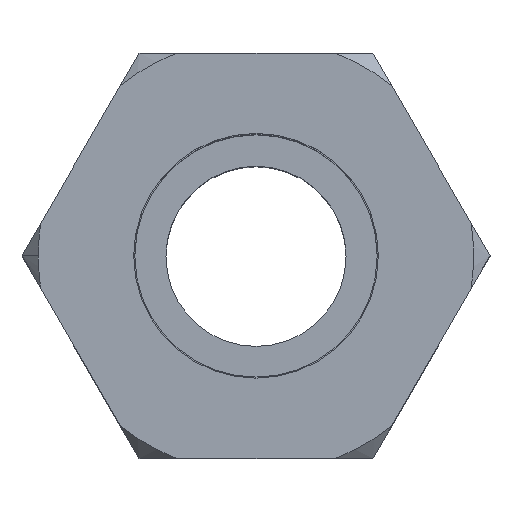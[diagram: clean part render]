
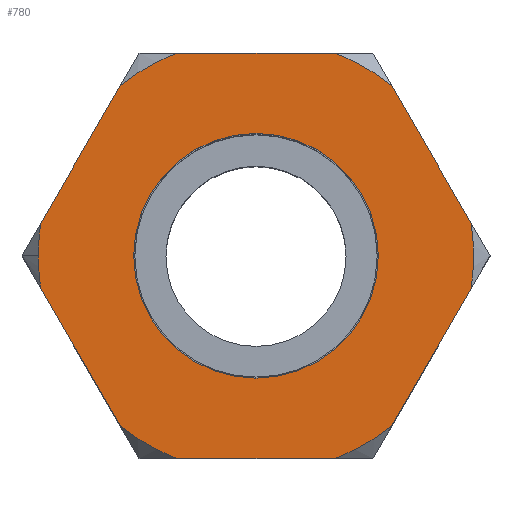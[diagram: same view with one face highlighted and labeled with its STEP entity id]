
A CAD part, top view. The second image highlights one B-rep face of the part: STEP entity #780.
In plain terms, the highlighted planar face has unit normal (0, 0, 1).
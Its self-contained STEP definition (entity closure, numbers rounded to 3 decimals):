
#86 = LINE ( 'NONE', #239, #238 ) ;
#119 = DIRECTION ( 'NONE',  ( 0.5, -0.866, 0. ) ) ;
#120 = VECTOR ( 'NONE', #119, 1000. ) ;
#121 = CARTESIAN_POINT ( 'NONE',  ( -15.588, 0., 26.5 ) ) ;
#122 = LINE ( 'NONE', #121, #120 ) ;
#127 = DIRECTION ( 'NONE',  ( 1., 0., 0. ) ) ;
#128 = VECTOR ( 'NONE', #127, 1000. ) ;
#129 = CARTESIAN_POINT ( 'NONE',  ( -7.794, -13.5, 26.5 ) ) ;
#130 = LINE ( 'NONE', #129, #128 ) ;
#154 = CARTESIAN_POINT ( 'NONE',  ( 14.338, 2.165, 26.5 ) ) ;
#155 = DIRECTION ( 'NONE',  ( -1., 0., 0. ) ) ;
#156 = VECTOR ( 'NONE', #155, 1000. ) ;
#157 = CARTESIAN_POINT ( 'NONE',  ( 7.794, 13.5, 26.5 ) ) ;
#158 = LINE ( 'NONE', #157, #156 ) ;
#211 = CARTESIAN_POINT ( 'NONE',  ( 9.044, -11.335, 26.5 ) ) ;
#237 = DIRECTION ( 'NONE',  ( -0.5, -0.866, 0. ) ) ;
#238 = VECTOR ( 'NONE', #237, 1000. ) ;
#239 = CARTESIAN_POINT ( 'NONE',  ( -7.794, 13.5, 26.5 ) ) ;
#263 = DIRECTION ( 'NONE',  ( 0., 0., 1. ) ) ;
#266 = CARTESIAN_POINT ( 'NONE',  ( 0., 0., 26.5 ) ) ;
#267 = AXIS2_PLACEMENT_3D ( 'NONE', #266, #263, #276 ) ;
#268 = CIRCLE ( 'NONE', #267, 14.501 ) ;
#276 = DIRECTION ( 'NONE',  ( 1., 0., 0. ) ) ;
#348 = CARTESIAN_POINT ( 'NONE',  ( 0., 0., 26.5 ) ) ;
#349 = AXIS2_PLACEMENT_3D ( 'NONE', #348, #351, #350 ) ;
#350 = DIRECTION ( 'NONE',  ( 1., 0., 0. ) ) ;
#351 = DIRECTION ( 'NONE',  ( 0., 0., 1. ) ) ;
#352 = CIRCLE ( 'NONE', #349, 8.15 ) ;
#379 = CARTESIAN_POINT ( 'NONE',  ( 5.294, -13.5, 26.5 ) ) ;
#381 = DIRECTION ( 'NONE',  ( 1., 0., 0. ) ) ;
#383 = CARTESIAN_POINT ( 'NONE',  ( 5.294, 13.5, 26.5 ) ) ;
#398 = CARTESIAN_POINT ( 'NONE',  ( 9.044, 11.335, 26.5 ) ) ;
#400 = DIRECTION ( 'NONE',  ( 0., 0., 1. ) ) ;
#401 = CARTESIAN_POINT ( 'NONE',  ( 0., 0., 26.5 ) ) ;
#402 = AXIS2_PLACEMENT_3D ( 'NONE', #401, #400, #381 ) ;
#403 = CIRCLE ( 'NONE', #402, 14.501 ) ;
#416 = DIRECTION ( 'NONE',  ( 0., 0., 1. ) ) ;
#417 = CARTESIAN_POINT ( 'NONE',  ( 0., 0., 26.5 ) ) ;
#418 = AXIS2_PLACEMENT_3D ( 'NONE', #417, #416, #423 ) ;
#419 = FACE_BOUND ( 'NONE', #962, .T. ) ;
#420 = CARTESIAN_POINT ( 'NONE',  ( 0., 14.501, 26.5 ) ) ;
#421 = AXIS2_PLACEMENT_3D ( 'NONE', #420, #452, #451 ) ;
#422 = FACE_OUTER_BOUND ( 'NONE', #771, .T. ) ;
#423 = DIRECTION ( 'NONE',  ( 1., 0., 0. ) ) ;
#424 = CARTESIAN_POINT ( 'NONE',  ( 14.338, -2.165, 26.5 ) ) ;
#428 = PLANE ( 'NONE',  #421 ) ;
#430 = CARTESIAN_POINT ( 'NONE',  ( -9.044, 11.335, 26.5 ) ) ;
#431 = CARTESIAN_POINT ( 'NONE',  ( -5.294, 13.5, 26.5 ) ) ;
#432 = DIRECTION ( 'NONE',  ( 1., 0., 0. ) ) ;
#438 = DIRECTION ( 'NONE',  ( 0., 0., 1. ) ) ;
#439 = CARTESIAN_POINT ( 'NONE',  ( 0., 0., 26.5 ) ) ;
#440 = AXIS2_PLACEMENT_3D ( 'NONE', #439, #438, #432 ) ;
#442 = CIRCLE ( 'NONE', #440, 14.501 ) ;
#447 = CIRCLE ( 'NONE', #418, 14.501 ) ;
#449 = CARTESIAN_POINT ( 'NONE',  ( -5.294, -13.5, 26.5 ) ) ;
#451 = DIRECTION ( 'NONE',  ( -1., 0., 0. ) ) ;
#452 = DIRECTION ( 'NONE',  ( 0., 0., -1. ) ) ;
#750 = ORIENTED_EDGE ( 'NONE', *, *, #756, .T. ) ;
#751 = ORIENTED_EDGE ( 'NONE', *, *, #765, .T. ) ;
#756 = EDGE_CURVE ( 'NONE', #980, #860, #2613, .T. ) ;
#760 = EDGE_CURVE ( 'NONE', #761, #1432, #2608, .T. ) ;
#761 = VERTEX_POINT ( 'NONE', #2731 ) ;
#765 = EDGE_CURVE ( 'NONE', #860, #792, #2720, .T. ) ;
#766 = ORIENTED_EDGE ( 'NONE', *, *, #930, .T. ) ;
#767 = ORIENTED_EDGE ( 'NONE', *, *, #768, .T. ) ;
#768 = EDGE_CURVE ( 'NONE', #818, #972, #2729, .T. ) ;
#769 = ORIENTED_EDGE ( 'NONE', *, *, #976, .T. ) ;
#770 = ORIENTED_EDGE ( 'NONE', *, *, #1366, .F. ) ;
#771 = EDGE_LOOP ( 'NONE', ( #772, #905, #750, #751, #766, #767, #769, #814, #816, #817, #808, #809, #810 ) ) ;
#772 = ORIENTED_EDGE ( 'NONE', *, *, #779, .T. ) ;
#773 = VERTEX_POINT ( 'NONE', #2730 ) ;
#777 = VERTEX_POINT ( 'NONE', #449 ) ;
#779 = EDGE_CURVE ( 'NONE', #773, #777, #447, .T. ) ;
#780 = ADVANCED_FACE ( 'NONE', ( #419, #422 ), #428, .F. ) ;
#787 = EDGE_CURVE ( 'NONE', #788, #789, #442, .T. ) ;
#788 = VERTEX_POINT ( 'NONE', #431 ) ;
#789 = VERTEX_POINT ( 'NONE', #430 ) ;
#792 = VERTEX_POINT ( 'NONE', #424 ) ;
#807 = EDGE_CURVE ( 'NONE', #789, #761, #86, .T. ) ;
#808 = ORIENTED_EDGE ( 'NONE', *, *, #760, .T. ) ;
#809 = ORIENTED_EDGE ( 'NONE', *, *, #1434, .T. ) ;
#810 = ORIENTED_EDGE ( 'NONE', *, *, #811, .T. ) ;
#811 = EDGE_CURVE ( 'NONE', #1431, #773, #122, .T. ) ;
#814 = ORIENTED_EDGE ( 'NONE', *, *, #815, .T. ) ;
#815 = EDGE_CURVE ( 'NONE', #973, #788, #158, .T. ) ;
#816 = ORIENTED_EDGE ( 'NONE', *, *, #787, .T. ) ;
#817 = ORIENTED_EDGE ( 'NONE', *, *, #807, .T. ) ;
#818 = VERTEX_POINT ( 'NONE', #154 ) ;
#860 = VERTEX_POINT ( 'NONE', #211 ) ;
#905 = ORIENTED_EDGE ( 'NONE', *, *, #906, .T. ) ;
#906 = EDGE_CURVE ( 'NONE', #777, #980, #130, .T. ) ;
#930 = EDGE_CURVE ( 'NONE', #792, #818, #268, .T. ) ;
#962 = EDGE_LOOP ( 'NONE', ( #963, #770 ) ) ;
#963 = ORIENTED_EDGE ( 'NONE', *, *, #964, .F. ) ;
#964 = EDGE_CURVE ( 'NONE', #1365, #1452, #352, .T. ) ;
#972 = VERTEX_POINT ( 'NONE', #398 ) ;
#973 = VERTEX_POINT ( 'NONE', #383 ) ;
#976 = EDGE_CURVE ( 'NONE', #972, #973, #403, .T. ) ;
#980 = VERTEX_POINT ( 'NONE', #379 ) ;
#1365 = VERTEX_POINT ( 'NONE', #2235 ) ;
#1366 = EDGE_CURVE ( 'NONE', #1452, #1365, #2250, .T. ) ;
#1431 = VERTEX_POINT ( 'NONE', #2368 ) ;
#1432 = VERTEX_POINT ( 'NONE', #2367 ) ;
#1434 = EDGE_CURVE ( 'NONE', #1432, #1431, #2356, .T. ) ;
#1452 = VERTEX_POINT ( 'NONE', #2742 ) ;
#2234 = DIRECTION ( 'NONE',  ( 0., 0., 1. ) ) ;
#2235 = CARTESIAN_POINT ( 'NONE',  ( 8.15, 0., 26.5 ) ) ;
#2236 = DIRECTION ( 'NONE',  ( 1., 0., 0. ) ) ;
#2239 = CARTESIAN_POINT ( 'NONE',  ( 0., 0., 26.5 ) ) ;
#2249 = AXIS2_PLACEMENT_3D ( 'NONE', #2239, #2234, #2236 ) ;
#2250 = CIRCLE ( 'NONE', #2249, 8.15 ) ;
#2351 = DIRECTION ( 'NONE',  ( 1., 0., 0. ) ) ;
#2353 = DIRECTION ( 'NONE',  ( 0., 0., 1. ) ) ;
#2354 = CARTESIAN_POINT ( 'NONE',  ( 0., 0., 26.5 ) ) ;
#2355 = AXIS2_PLACEMENT_3D ( 'NONE', #2354, #2353, #2351 ) ;
#2356 = CIRCLE ( 'NONE', #2355, 14.501 ) ;
#2367 = CARTESIAN_POINT ( 'NONE',  ( -14.501, 0., 26.5 ) ) ;
#2368 = CARTESIAN_POINT ( 'NONE',  ( -14.338, -2.165, 26.5 ) ) ;
#2492 = CARTESIAN_POINT ( 'NONE',  ( 0., 0., 26.5 ) ) ;
#2493 = AXIS2_PLACEMENT_3D ( 'NONE', #2492, #2501, #2500 ) ;
#2500 = DIRECTION ( 'NONE',  ( 1., 0., 0. ) ) ;
#2501 = DIRECTION ( 'NONE',  ( 0., 0., 1. ) ) ;
#2608 = CIRCLE ( 'NONE', #2493, 14.501 ) ;
#2609 = DIRECTION ( 'NONE',  ( 1., 0., 0. ) ) ;
#2610 = DIRECTION ( 'NONE',  ( 0., 0., 1. ) ) ;
#2611 = CARTESIAN_POINT ( 'NONE',  ( 0., 0., 26.5 ) ) ;
#2612 = AXIS2_PLACEMENT_3D ( 'NONE', #2611, #2610, #2609 ) ;
#2613 = CIRCLE ( 'NONE', #2612, 14.501 ) ;
#2714 = VECTOR ( 'NONE', #2725, 1000. ) ;
#2715 = CARTESIAN_POINT ( 'NONE',  ( 7.794, -13.5, 26.5 ) ) ;
#2717 = DIRECTION ( 'NONE',  ( -0.5, 0.866, 0. ) ) ;
#2718 = VECTOR ( 'NONE', #2717, 1000. ) ;
#2720 = LINE ( 'NONE', #2715, #2714 ) ;
#2725 = DIRECTION ( 'NONE',  ( 0.5, 0.866, 0. ) ) ;
#2728 = CARTESIAN_POINT ( 'NONE',  ( 15.588, 0., 26.5 ) ) ;
#2729 = LINE ( 'NONE', #2728, #2718 ) ;
#2730 = CARTESIAN_POINT ( 'NONE',  ( -9.044, -11.335, 26.5 ) ) ;
#2731 = CARTESIAN_POINT ( 'NONE',  ( -14.338, 2.165, 26.5 ) ) ;
#2742 = CARTESIAN_POINT ( 'NONE',  ( -8.15, 0., 26.5 ) ) ;
